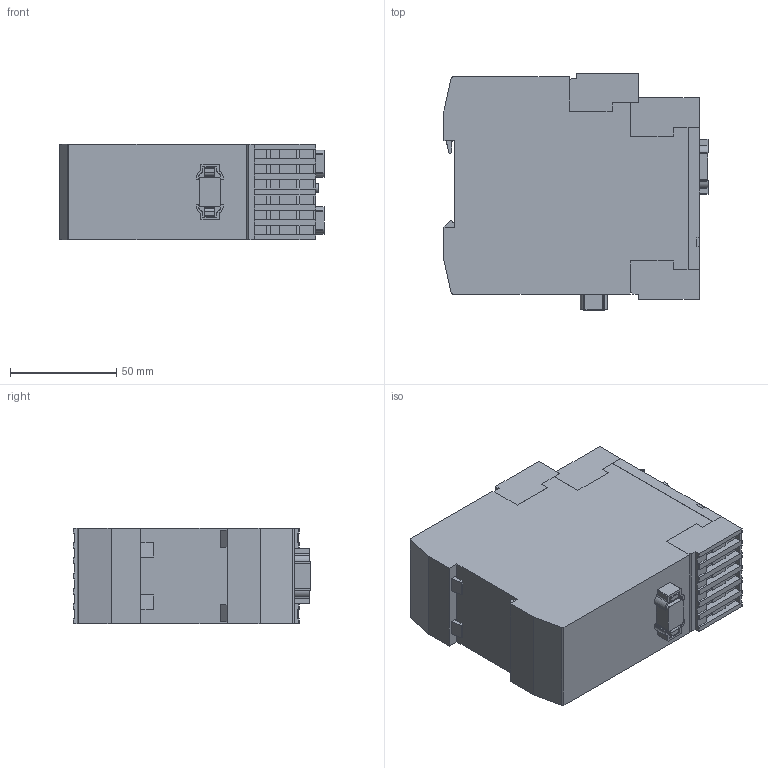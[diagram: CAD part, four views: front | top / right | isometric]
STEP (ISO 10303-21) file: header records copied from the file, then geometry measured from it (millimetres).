
FILE_DESCRIPTION (( 'STEP AP214' ), '1' );
FILE_NAME ('3RK312_1AC00_v.STEP', '2012-03-01T12:00:17', ( 'Uwe Förster' ), ( 'Siemens and Partners' ), 'SwSTEP 2.0', 'SolidWorks 2012', '' );
FILE_SCHEMA (( 'AUTOMOTIVE_DESIGN' ));
Length unit declared in the file: millimetre
Products named in the file (1): 3RK312_1AC00_v
Bounding box: 124.1 x 111.75 x 44.8 mm (x, y, z)
Volume: 523808.7 mm3; surface area: 53309 mm2
Topology: 1 solids, 1 shells, 1363 faces, 3816 edges, 2542 vertices
Faces by surface type: plane 855, bspline 340, cylinder 168
Entity records: 67372 total; most frequent: CARTESIAN_POINT 19364, ORIENTED_EDGE 7632, DIRECTION 5578, EDGE_CURVE 3816, VECTOR 2798, LINE 2798, VERTEX_POINT 2542, EDGE_LOOP 1452
